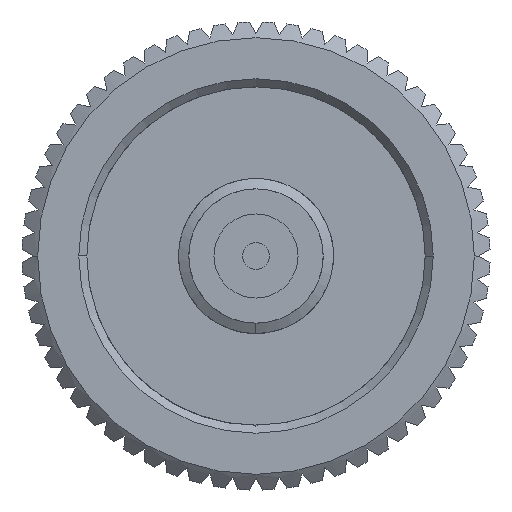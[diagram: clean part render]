
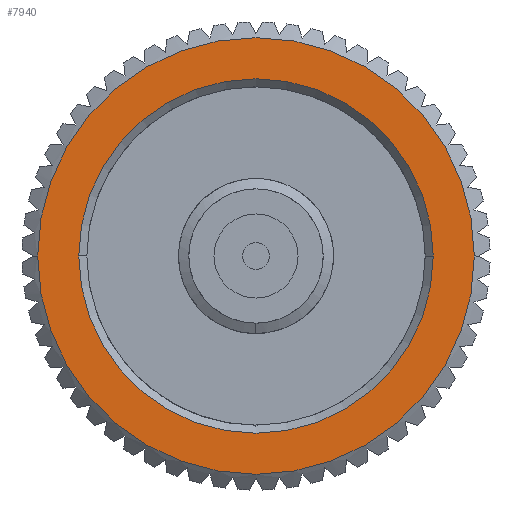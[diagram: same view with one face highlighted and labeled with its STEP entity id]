
A CAD part, left-side view. The second image highlights one B-rep face of the part: STEP entity #7940.
In plain terms, the highlighted planar face has unit normal (-1, 0, 0).
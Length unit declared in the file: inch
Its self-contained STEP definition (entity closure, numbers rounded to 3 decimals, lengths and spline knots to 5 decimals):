
#507 = ORIENTED_EDGE ( 'NONE', *, *, #1042, .F. ) ;
#706 = EDGE_CURVE ( 'NONE', #7773, #4855, #980, .T. ) ;
#980 = CIRCLE ( 'NONE', #5371, 0.4065 ) ;
#1042 = EDGE_CURVE ( 'NONE', #8308, #6243, #8641, .T. ) ;
#1353 = AXIS2_PLACEMENT_3D ( 'NONE', #2724, #1792, #12333 ) ;
#1792 = DIRECTION ( 'NONE',  ( 1., 0., 0. ) ) ;
#2643 = AXIS2_PLACEMENT_3D ( 'NONE', #10674, #8612, #8802 ) ;
#2711 = ORIENTED_EDGE ( 'NONE', *, *, #3074, .T. ) ;
#2724 = CARTESIAN_POINT ( 'NONE',  ( 0., 0., 0. ) ) ;
#3074 = EDGE_CURVE ( 'NONE', #4855, #7773, #5316, .T. ) ;
#3109 = DIRECTION ( 'NONE',  ( -1., 0., 0. ) ) ;
#3375 = DIRECTION ( 'NONE',  ( 0., -1., 0. ) ) ;
#3819 = CARTESIAN_POINT ( 'NONE',  ( 0., 0., 0. ) ) ;
#4855 = VERTEX_POINT ( 'NONE', #8258 ) ;
#5316 = CIRCLE ( 'NONE', #8949, 0.4065 ) ;
#5371 = AXIS2_PLACEMENT_3D ( 'NONE', #11221, #9979, #3375 ) ;
#6243 = VERTEX_POINT ( 'NONE', #10017 ) ;
#6389 = ORIENTED_EDGE ( 'NONE', *, *, #12121, .F. ) ;
#6996 = DIRECTION ( 'NONE',  ( 0., -1., 0. ) ) ;
#7107 = CARTESIAN_POINT ( 'NONE',  ( 0., -0.4065, 0. ) ) ;
#7586 = DIRECTION ( 'NONE',  ( 0., -1., 0. ) ) ;
#7684 = FACE_BOUND ( 'NONE', #12339, .T. ) ;
#7773 = VERTEX_POINT ( 'NONE', #7107 ) ;
#7940 = ADVANCED_FACE ( 'NONE', ( #11321, #7684 ), #10581, .F. ) ;
#7941 = DIRECTION ( 'NONE',  ( -1., 0., 0. ) ) ;
#7949 = CARTESIAN_POINT ( 'NONE',  ( 0., 0., 0. ) ) ;
#8258 = CARTESIAN_POINT ( 'NONE',  ( 0., 0.4065, 0. ) ) ;
#8308 = VERTEX_POINT ( 'NONE', #9637 ) ;
#8611 = ORIENTED_EDGE ( 'NONE', *, *, #706, .T. ) ;
#8612 = DIRECTION ( 'NONE',  ( -1., 0., 0. ) ) ;
#8641 = CIRCLE ( 'NONE', #9843, 0.33 ) ;
#8802 = DIRECTION ( 'NONE',  ( 0., -1., 0. ) ) ;
#8949 = AXIS2_PLACEMENT_3D ( 'NONE', #3819, #7941, #7586 ) ;
#9637 = CARTESIAN_POINT ( 'NONE',  ( 0., 0.33, 0. ) ) ;
#9843 = AXIS2_PLACEMENT_3D ( 'NONE', #7949, #3109, #6996 ) ;
#9979 = DIRECTION ( 'NONE',  ( -1., 0., 0. ) ) ;
#10017 = CARTESIAN_POINT ( 'NONE',  ( 0., -0.33, 0. ) ) ;
#10467 = EDGE_LOOP ( 'NONE', ( #2711, #8611 ) ) ;
#10581 = PLANE ( 'NONE',  #1353 ) ;
#10674 = CARTESIAN_POINT ( 'NONE',  ( 0., 0., 0. ) ) ;
#11221 = CARTESIAN_POINT ( 'NONE',  ( 0., 0., 0. ) ) ;
#11321 = FACE_OUTER_BOUND ( 'NONE', #10467, .T. ) ;
#12057 = CIRCLE ( 'NONE', #2643, 0.33 ) ;
#12121 = EDGE_CURVE ( 'NONE', #6243, #8308, #12057, .T. ) ;
#12333 = DIRECTION ( 'NONE',  ( 0., 1., 0. ) ) ;
#12339 = EDGE_LOOP ( 'NONE', ( #6389, #507 ) ) ;
